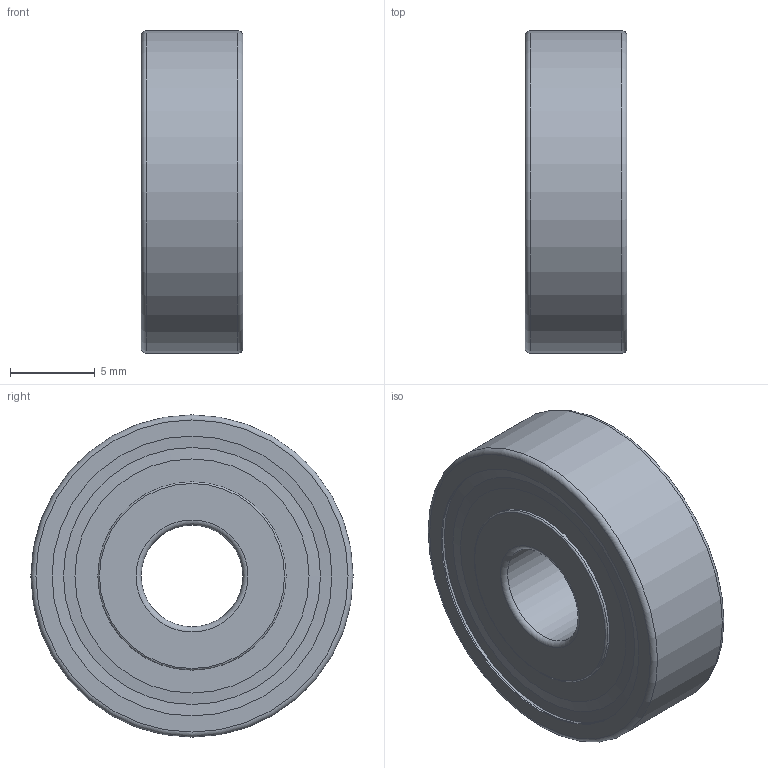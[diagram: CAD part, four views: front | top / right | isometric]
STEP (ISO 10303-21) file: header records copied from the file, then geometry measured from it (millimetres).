
FILE_DESCRIPTION( ( 'STEP AP203' ), '1' );
FILE_NAME( '626-2Z.stp', '2020-08-06T13:29:27', ( 'License CC BY-ND 4.0' ), ( 'CADENAS' ), ' ', 'PARTsolutions', ' ' );
FILE_SCHEMA( ( 'CONFIG_CONTROL_DESIGN' ) );
Length unit declared in the file: millimetre
Products named in the file (5): 626-2Z; _626-2Z_PART1; _626-2Z_PART2; _626-2Z_PART3; _626-2Z_PART4
Assembly tree (18 placements, depth 2):
  626-2Z
    _626-2Z_PART1
    _626-2Z_PART2
    _626-2Z_PART3  x8
    _626-2Z_PART4  x8
Bounding box: 6 x 19 x 19 mm (x, y, z)
Volume: 1076.7 mm3; surface area: 2054.6 mm2
Topology: 10 solids, 10 shells, 48 faces, 96 edges, 64 vertices
Faces by surface type: cylinder 12, cone 10, torus 10, plane 8, sphere 8
Full cylindrical faces by diameter (mm): 6 x1, 11.1 x4, 15.128 x2, 16.5 x4, 19 x1
Entity records: 1124 total; most frequent: DIRECTION 200, CARTESIAN_POINT 146, AXIS2_PLACEMENT_3D 100, EDGE_LOOP 80, ORIENTED_EDGE 80, FACE_OUTER_BOUND 62, VERTEX_POINT 45, ADVANCED_FACE 41
